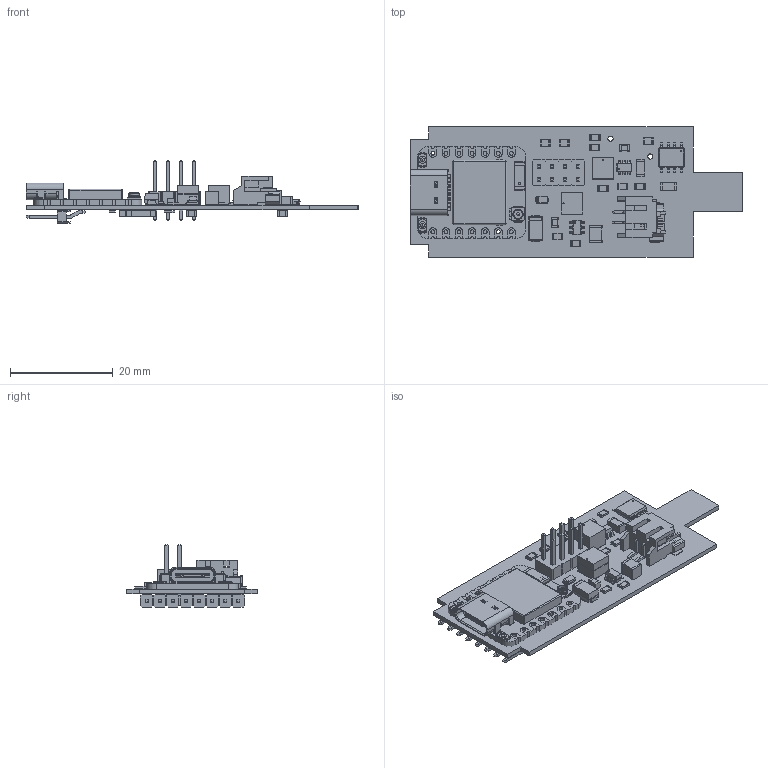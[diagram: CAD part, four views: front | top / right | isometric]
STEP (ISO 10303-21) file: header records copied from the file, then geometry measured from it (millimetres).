
FILE_DESCRIPTION(('KiCad electronic assembly'),'2;1');
FILE_NAME('loco_decoder_v1a.step','2025-10-24T12:19:10',('Pcbnew'),( 'Kicad'),'Open CASCADE STEP processor 7.8','KiCad to STEP converter' ,'Unknown');
FILE_SCHEMA(('AUTOMOTIVE_DESIGN { 1 0 10303 214 1 1 1 1 }'));
Length unit declared in the file: millimetre
Products named in the file (62): loco_decoder_v1a 1; R_0805_2012Metric; SOT-23-6; kicad_embedded_4268D40089215B1AC33364D5905491C9; kicad_embedded_6DC8BF0578010671F70B5B5F6811DB61; Seeed Studio XIAO-ESP32-C6; USB TYPE C PORT; USB TYPE C PORT (1); BOSS-EXTRUDE14_8_; BOSS-EXTRUDE7_4_; BOSS-EXTRUDE7_3_; BOSS-EXTRUDE14_4_; BOSS-EXTRUDE14_2_; BOSS-EXTRUDE14_11_; BOSS-EXTRUDE7_7_; BOSS-EXTRUDE14_9_; BOSS-EXTRUDE14_3_; BOSS-EXTRUDE14_7_; MIRROR2; BOSS-EXTRUDE14_5_; BOSS-EXTRUDE14_12_; BOSS-EXTRUDE7_8_; BOSS-EXTRUDE7_1_; BOSS-EXTRUDE14_10_; BOSS-EXTRUDE7_9_; BOSS-EXTRUDE14_6_; CHAMFER9; BOSS-EXTRUDE14_1_; BOSS-EXTRUDE7_6_; BOSS-EXTRUDE7_2_; CUT-EXTRUDE5; BOSS-EXTRUDE7_5_; U.FL Connector v1; Shield; COMPOUND; SKTAAAE010 v1; KH5220-A36 (Ceramic Antenna) v2; Texas_HTSOP-8-1EP_3.9x4.9mm_P1.27mm_EP2.85x4.9mm_Mask2.4x3.1mm_
ThermalVias; C_1210_3225Metric; D_SMA ...
Assembly tree (82 placements, depth 6):
  loco_decoder_v1a 1
    R_0805_2012Metric  x14
    SOT-23-6  x2
    kicad_embedded_4268D40089215B1AC33364D5905491C9  x2
    kicad_embedded_6DC8BF0578010671F70B5B5F6811DB61
      Seeed Studio XIAO-ESP32-C6
        USB TYPE C PORT
          USB TYPE C PORT (1)
            BOSS-EXTRUDE14_8_
            BOSS-EXTRUDE7_4_
            BOSS-EXTRUDE7_3_
            BOSS-EXTRUDE14_4_
            BOSS-EXTRUDE14_2_
            BOSS-EXTRUDE14_11_
            BOSS-EXTRUDE7_7_
            BOSS-EXTRUDE14_9_
            BOSS-EXTRUDE14_3_
            BOSS-EXTRUDE14_7_
            MIRROR2
            BOSS-EXTRUDE14_5_
            BOSS-EXTRUDE14_12_
            BOSS-EXTRUDE7_8_
            BOSS-EXTRUDE7_1_
            BOSS-EXTRUDE14_10_
            BOSS-EXTRUDE7_9_
            BOSS-EXTRUDE14_6_
            CHAMFER9
            BOSS-EXTRUDE14_1_
            BOSS-EXTRUDE7_6_
            BOSS-EXTRUDE7_2_
            CUT-EXTRUDE5
            BOSS-EXTRUDE7_5_
        U.FL Connector v1
        Shield
        COMPOUND
      SKTAAAE010 v1  x2
      KH5220-A36 (Ceramic Antenna) v2
    Texas_HTSOP-8-1EP_3.9x4.9mm_P1.27mm_EP2.85x4.9mm_Mask2.4x3.1mm_
ThermalVias
    C_1210_3225Metric
    D_SMA
    C_1206_3216Metric  x2
    C_0805_2012Metric  x5
    PinHeader_2x04_P2.54mm_Vertical
    kicad_embedded_EA2AB06D22BB4439E94F41F1A7CB62CF
      terminals
      body
      logo
    532610271
    kicad_embedded_1D2A0216B19EBB82418A5B4AF2BA824B
    kicad_embedded_DDCFF2373EAE1CF9C5861DB1AABFC711
    kicad_embedded_CD2B932B5F435B6E3418D692FA3D0E84
    kicad_embedded_E9B485F16E7E63924C96F3C3C5ADD9FF
      SOLID
      SOLID
      SOLID
      SOLID
      SOLID
      SOLID
      SOLID
      SOLID
Bounding box: 64.5 x 25.4 x 12.12 mm (x, y, z)
Volume: 2739.2 mm3; surface area: 7473.7 mm2
Topology: 101 solids, 101 shells, 3130 faces, 8049 edges, 5179 vertices
Faces by surface type: plane 2398, cylinder 612, bspline 86, torus 14, cone 9, sphere 7, revolution 4
Full cylindrical faces by diameter (mm): 0.2 x1, 0.21 x2, 0.5 x3, 0.6 x2, 0.75 x14, 1 x12, 1.524 x8, 1.65 x1, 1.8 x1, 1.9 x1, 2 x2
Entity records: 81206 total; most frequent: CARTESIAN_POINT 13410, ORIENTED_EDGE 12374, DIRECTION 11837, EDGE_CURVE 6187, LINE 5235, VECTOR 5235, VERTEX_POINT 3973, AXIS2_PLACEMENT_3D 3299
